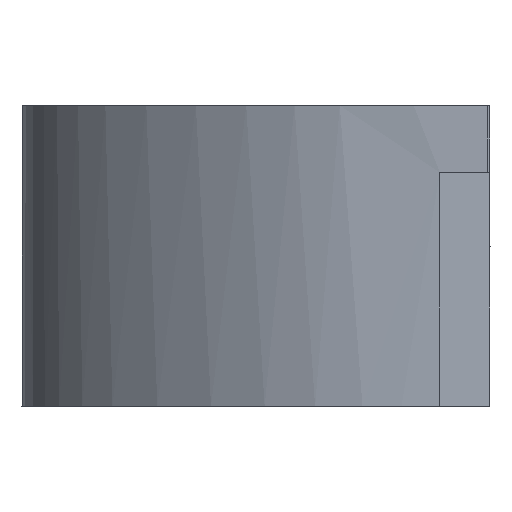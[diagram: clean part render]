
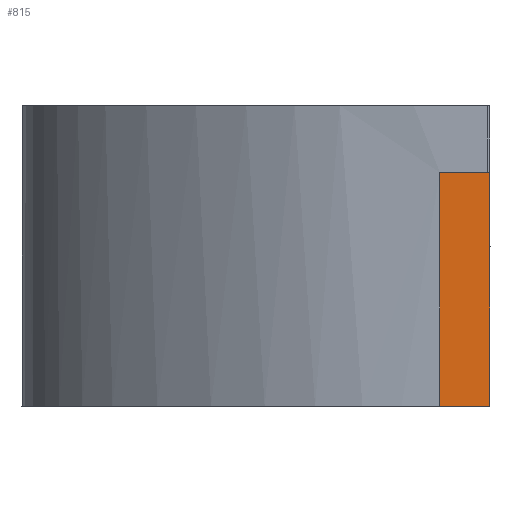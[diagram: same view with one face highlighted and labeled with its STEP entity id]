
A CAD part, front view. The second image highlights one B-rep face of the part: STEP entity #815.
In plain terms, the highlighted planar face has unit normal (0, -1, 0).
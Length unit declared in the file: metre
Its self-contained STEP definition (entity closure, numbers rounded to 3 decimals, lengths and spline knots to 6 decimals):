
#25=LINE('',#1724,#79);
#59=LINE('',#2761,#113);
#60=LINE('',#2764,#114);
#61=LINE('',#2765,#115);
#79=VECTOR('',#917,1.);
#113=VECTOR('',#971,1.);
#114=VECTOR('',#972,1.);
#115=VECTOR('',#973,1.);
#243=ORIENTED_EDGE('',*,*,#471,.F.);
#244=ORIENTED_EDGE('',*,*,#472,.F.);
#245=ORIENTED_EDGE('',*,*,#423,.T.);
#246=ORIENTED_EDGE('',*,*,#473,.T.);
#423=EDGE_CURVE('',#543,#542,#25,.T.);
#471=EDGE_CURVE('',#576,#577,#59,.T.);
#472=EDGE_CURVE('',#543,#576,#60,.T.);
#473=EDGE_CURVE('',#542,#577,#61,.T.);
#542=VERTEX_POINT('',#1723);
#543=VERTEX_POINT('',#1725);
#576=VERTEX_POINT('',#2762);
#577=VERTEX_POINT('',#2763);
#691=EDGE_LOOP('',(#243,#244,#245,#246));
#736=FACE_BOUND('',#691,.T.);
#775=PLANE('',#867);
#815=ADVANCED_FACE('',(#736),#775,.F.);
#867=AXIS2_PLACEMENT_3D('',#2760,#969,#970);
#917=DIRECTION('',(0.,0.,-1.));
#969=DIRECTION('',(0.,1.,0.));
#970=DIRECTION('',(0.,0.,1.));
#971=DIRECTION('',(0.,0.,-1.));
#972=DIRECTION('',(1.,0.,0.));
#973=DIRECTION('',(1.,0.,0.));
#1723=CARTESIAN_POINT('',(-0.0075,-0.078075,-0.035));
#1724=CARTESIAN_POINT('',(-0.0075,-0.078075,0.000002));
#1725=CARTESIAN_POINT('',(-0.0075,-0.078075,0.));
#2760=CARTESIAN_POINT('',(0.,-0.078075,0.000002));
#2761=CARTESIAN_POINT('',(0.,-0.078075,0.000002));
#2762=CARTESIAN_POINT('',(0.,-0.078075,0.));
#2763=CARTESIAN_POINT('',(0.,-0.078075,-0.035));
#2764=CARTESIAN_POINT('',(0.,-0.078075,0.));
#2765=CARTESIAN_POINT('',(0.,-0.078075,-0.035));
